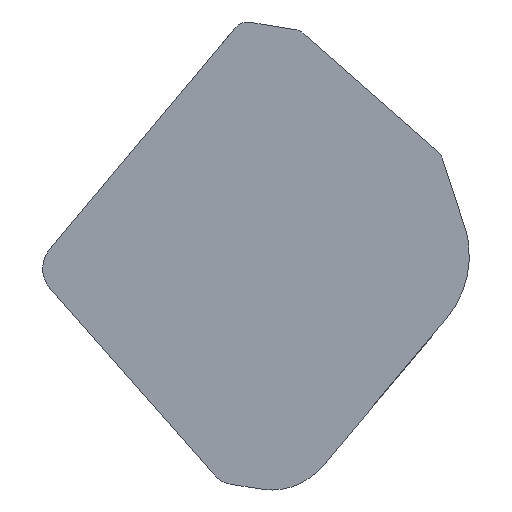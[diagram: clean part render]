
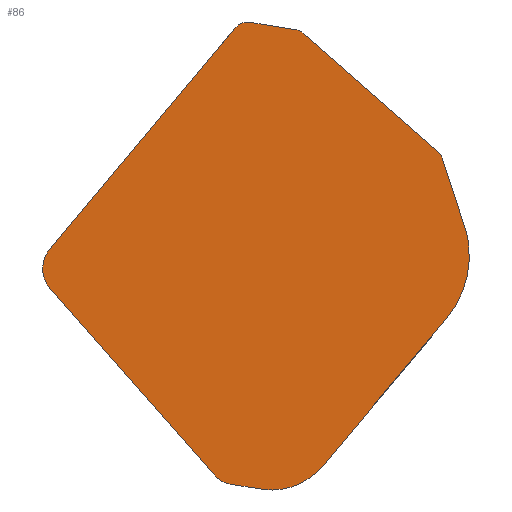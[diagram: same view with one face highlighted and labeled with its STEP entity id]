
A CAD part, top view. The second image highlights one B-rep face of the part: STEP entity #86.
In plain terms, the highlighted planar face has unit normal (0.067, -0.056, 0.996).
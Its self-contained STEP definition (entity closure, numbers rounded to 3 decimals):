
#63=ELLIPSE('',#572,3.115,3.);
#64=ELLIPSE('',#573,0.519,0.5);
#65=ELLIPSE('',#574,0.519,0.5);
#66=ELLIPSE('',#575,0.519,0.5);
#67=ELLIPSE('',#576,1.04,1.);
#68=ELLIPSE('',#577,1.039,1.);
#69=ELLIPSE('',#578,2.101,2.);
#86=ADVANCED_FACE('',(#126),#108,.F.);
#108=PLANE('',#579);
#126=FACE_OUTER_BOUND('',#153,.T.);
#153=EDGE_LOOP('',(#251,#252,#253,#254,#255,#256,#257,#258,#259,#260,#261,
#262,#263,#264));
#251=ORIENTED_EDGE('',*,*,#361,.F.);
#252=ORIENTED_EDGE('',*,*,#403,.T.);
#253=ORIENTED_EDGE('',*,*,#404,.F.);
#254=ORIENTED_EDGE('',*,*,#405,.T.);
#255=ORIENTED_EDGE('',*,*,#351,.T.);
#256=ORIENTED_EDGE('',*,*,#406,.T.);
#257=ORIENTED_EDGE('',*,*,#407,.T.);
#258=ORIENTED_EDGE('',*,*,#408,.T.);
#259=ORIENTED_EDGE('',*,*,#355,.T.);
#260=ORIENTED_EDGE('',*,*,#409,.T.);
#261=ORIENTED_EDGE('',*,*,#347,.T.);
#262=ORIENTED_EDGE('',*,*,#410,.T.);
#263=ORIENTED_EDGE('',*,*,#382,.F.);
#264=ORIENTED_EDGE('',*,*,#411,.T.);
#301=VERTEX_POINT('',#787);
#302=VERTEX_POINT('',#788);
#305=VERTEX_POINT('',#796);
#306=VERTEX_POINT('',#797);
#309=VERTEX_POINT('',#805);
#310=VERTEX_POINT('',#806);
#315=VERTEX_POINT('',#817);
#316=VERTEX_POINT('',#819);
#332=VERTEX_POINT('',#858);
#333=VERTEX_POINT('',#859);
#343=VERTEX_POINT('',#901);
#344=VERTEX_POINT('',#903);
#345=VERTEX_POINT('',#906);
#346=VERTEX_POINT('',#908);
#347=EDGE_CURVE('',#301,#302,#416,.T.);
#351=EDGE_CURVE('',#305,#306,#420,.T.);
#355=EDGE_CURVE('',#309,#310,#424,.T.);
#361=EDGE_CURVE('',#315,#316,#430,.T.);
#382=EDGE_CURVE('',#332,#333,#440,.T.);
#403=EDGE_CURVE('',#315,#343,#63,.T.);
#404=EDGE_CURVE('',#344,#343,#457,.T.);
#405=EDGE_CURVE('',#344,#305,#64,.T.);
#406=EDGE_CURVE('',#306,#345,#65,.T.);
#407=EDGE_CURVE('',#345,#346,#458,.T.);
#408=EDGE_CURVE('',#346,#309,#66,.T.);
#409=EDGE_CURVE('',#310,#301,#67,.T.);
#410=EDGE_CURVE('',#302,#333,#68,.T.);
#411=EDGE_CURVE('',#332,#316,#69,.T.);
#416=LINE('',#786,#463);
#420=LINE('',#795,#467);
#424=LINE('',#804,#471);
#430=LINE('',#818,#477);
#440=LINE('',#857,#487);
#457=LINE('',#902,#504);
#458=LINE('',#907,#505);
#463=VECTOR('',#595,1.);
#467=VECTOR('',#601,1.);
#471=VECTOR('',#607,1.);
#477=VECTOR('',#615,1.);
#487=VECTOR('',#651,1.);
#504=VECTOR('',#700,1.);
#505=VECTOR('',#705,1.);
#572=AXIS2_PLACEMENT_3D('',#900,#698,#699);
#573=AXIS2_PLACEMENT_3D('',#904,#701,#702);
#574=AXIS2_PLACEMENT_3D('',#905,#703,#704);
#575=AXIS2_PLACEMENT_3D('',#909,#706,#707);
#576=AXIS2_PLACEMENT_3D('',#910,#708,#709);
#577=AXIS2_PLACEMENT_3D('',#911,#710,#711);
#578=AXIS2_PLACEMENT_3D('',#912,#712,#713);
#579=AXIS2_PLACEMENT_3D('',#913,#714,#715);
#595=DIRECTION('',(0.658,-0.748,-0.086));
#601=DIRECTION('',(-0.748,0.658,0.087));
#607=DIRECTION('',(-0.643,-0.766,0.));
#615=DIRECTION('',(-0.643,-0.766,0.));
#651=DIRECTION('',(-0.985,0.153,0.075));
#698=DIRECTION('',(0.067,-0.056,0.996));
#699=DIRECTION('',(-0.372,-0.928,-0.027));
#700=DIRECTION('',(0.311,-0.947,-0.074));
#701=DIRECTION('',(0.067,-0.056,0.996));
#702=DIRECTION('',(0.372,0.928,0.027));
#703=DIRECTION('',(0.067,-0.056,0.996));
#704=DIRECTION('',(-0.372,-0.928,-0.027));
#705=DIRECTION('',(-0.984,0.164,0.075));
#706=DIRECTION('',(0.067,-0.056,0.996));
#707=DIRECTION('',(0.372,0.928,0.027));
#708=DIRECTION('',(0.067,-0.056,0.996));
#709=DIRECTION('',(0.845,0.534,-0.027));
#710=DIRECTION('',(0.067,-0.056,0.996));
#711=DIRECTION('',(-0.739,-0.674,0.012));
#712=DIRECTION('',(0.067,-0.056,0.996));
#713=DIRECTION('',(-0.826,-0.564,0.024));
#714=DIRECTION('',(-0.067,0.056,-0.996));
#715=DIRECTION('',(-0.998,0.,0.067));
#786=CARTESIAN_POINT('',(-5.002,-3.372,-0.324));
#787=CARTESIAN_POINT('',(-7.175,-0.9,-0.039));
#788=CARTESIAN_POINT('',(-1.758,-7.061,-0.749));
#795=CARTESIAN_POINT('',(0.094,8.476,0.002));
#796=CARTESIAN_POINT('',(5.624,3.613,-0.642));
#797=CARTESIAN_POINT('',(1.196,7.506,-0.127));
#804=CARTESIAN_POINT('',(-5.668,2.19,0.034));
#805=CARTESIAN_POINT('',(-1.048,7.696,0.035));
#806=CARTESIAN_POINT('',(-7.169,0.402,0.034));
#817=CARTESIAN_POINT('',(5.906,-1.907,-0.972));
#818=CARTESIAN_POINT('',(5.668,-2.191,-0.972));
#819=CARTESIAN_POINT('',(1.822,-6.774,-0.972));
#857=CARTESIAN_POINT('',(-1.934,-7.259,-0.748));
#858=CARTESIAN_POINT('',(-0.166,-7.535,-0.882));
#859=CARTESIAN_POINT('',(-1.178,-7.377,-0.805));
#900=CARTESIAN_POINT('',(3.653,0.075,-0.709));
#901=CARTESIAN_POINT('',(6.507,1.143,-0.84));
#902=CARTESIAN_POINT('',(5.389,4.545,-0.574));
#903=CARTESIAN_POINT('',(5.767,3.394,-0.664));
#904=CARTESIAN_POINT('',(5.291,3.216,-0.642));
#905=CARTESIAN_POINT('',(0.864,7.11,-0.127));
#906=CARTESIAN_POINT('',(0.958,7.619,-0.104));
#907=CARTESIAN_POINT('',(-1.104,7.963,0.053));
#908=CARTESIAN_POINT('',(-0.578,7.875,0.013));
#909=CARTESIAN_POINT('',(-0.673,7.366,-0.009));
#910=CARTESIAN_POINT('',(-6.387,-0.223,-0.054));
#911=CARTESIAN_POINT('',(-0.979,-6.373,-0.762));
#912=CARTESIAN_POINT('',(0.256,-5.529,-0.797));
#913=CARTESIAN_POINT('',(-7.204,0.36,0.034));
